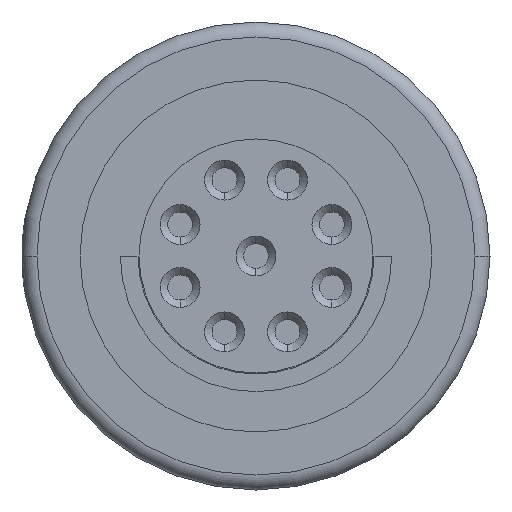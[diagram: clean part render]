
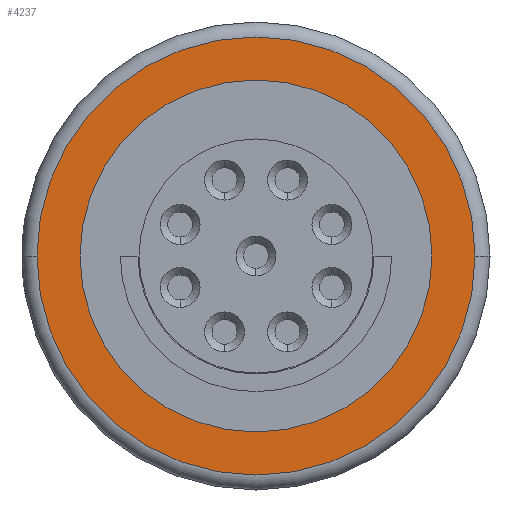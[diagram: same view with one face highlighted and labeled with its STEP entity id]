
A CAD part, left-side view. The second image highlights one B-rep face of the part: STEP entity #4237.
In plain terms, the highlighted planar face has unit normal (-1, 0, 0).
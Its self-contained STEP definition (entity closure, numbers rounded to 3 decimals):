
#127=CARTESIAN_POINT('',(-10.3,0.,0.));
#128=DIRECTION('',(-1.,0.,0.));
#129=DIRECTION('',(0.,1.,0.));
#130=AXIS2_PLACEMENT_3D('',#127,#128,#129);
#135=CARTESIAN_POINT('',(-10.3,0.,0.));
#136=DIRECTION('',(1.,0.,0.));
#137=DIRECTION('',(0.,1.,0.));
#138=AXIS2_PLACEMENT_3D('',#135,#136,#137);
#143=CARTESIAN_POINT('',(-10.3,0.,0.));
#144=DIRECTION('',(-1.,0.,0.));
#145=DIRECTION('',(0.,-1.,0.));
#146=AXIS2_PLACEMENT_3D('',#143,#144,#145);
#151=CARTESIAN_POINT('',(-10.3,0.,0.));
#152=DIRECTION('',(-1.,0.,0.));
#153=DIRECTION('',(0.,1.,0.));
#154=AXIS2_PLACEMENT_3D('',#151,#152,#153);
#4042=CARTESIAN_POINT('',(-10.3,3.535,0.));
#4044=VERTEX_POINT('',#4042);
#4050=CARTESIAN_POINT('',(-10.3,-3.535,0.));
#4052=VERTEX_POINT('',#4050);
#4078=CARTESIAN_POINT('',(-10.3,-4.4,0.));
#4079=CARTESIAN_POINT('',(-10.3,4.4,0.));
#4080=VERTEX_POINT('',#4078);
#4081=VERTEX_POINT('',#4079);
#4222=CARTESIAN_POINT('',(-10.3,0.,0.));
#4223=DIRECTION('',(1.,0.,0.));
#4224=DIRECTION('',(0.,-1.,0.));
#4225=AXIS2_PLACEMENT_3D('',#4222,#4223,#4224);
#4226=PLANE('',#4225);
#4228=ORIENTED_EDGE('',*,*,#4227,.F.);
#4230=ORIENTED_EDGE('',*,*,#4229,.F.);
#4231=EDGE_LOOP('',(#4228,#4230));
#4232=FACE_OUTER_BOUND('',#4231,.F.);
#4233=ORIENTED_EDGE('',*,*,#4215,.F.);
#4234=ORIENTED_EDGE('',*,*,#4204,.T.);
#4235=EDGE_LOOP('',(#4233,#4234));
#4236=FACE_BOUND('',#4235,.F.);
#131=CIRCLE('',#130,3.535);
#139=CIRCLE('',#138,3.535);
#147=CIRCLE('',#146,4.4);
#155=CIRCLE('',#154,4.4);
#4204=EDGE_CURVE('',#4044,#4052,#131,.T.);
#4215=EDGE_CURVE('',#4044,#4052,#139,.T.);
#4227=EDGE_CURVE('',#4080,#4081,#147,.T.);
#4229=EDGE_CURVE('',#4081,#4080,#155,.T.);
#4237=ADVANCED_FACE('',(#4232,#4236),#4226,.F.);
